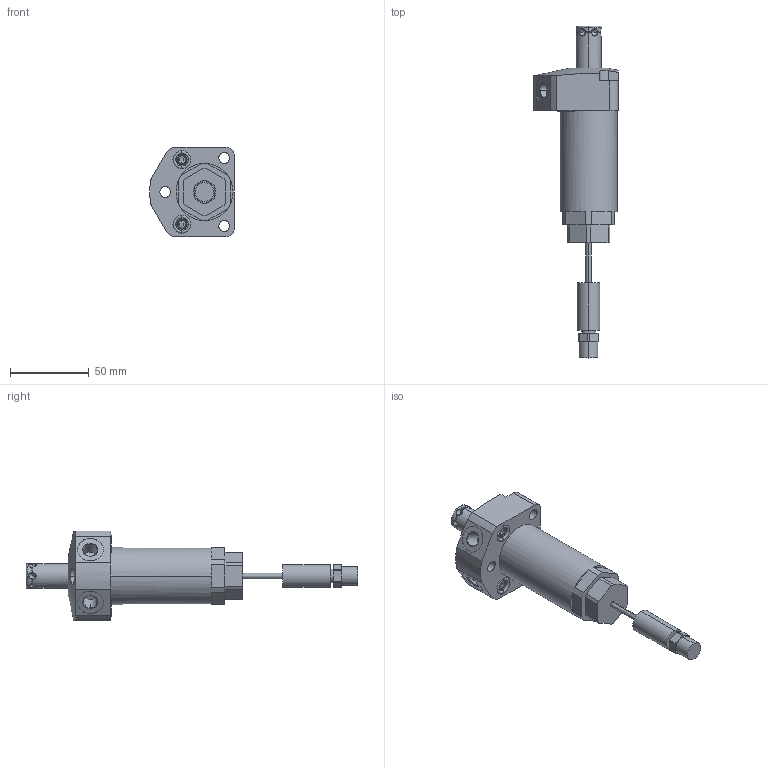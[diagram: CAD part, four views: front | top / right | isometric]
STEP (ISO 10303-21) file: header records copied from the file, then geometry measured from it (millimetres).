
FILE_DESCRIPTION((''),'2;1');
FILE_NAME('ILCM41460522US','2025-05-02T09:01:22',('Asawyer'),(''),'CREO PARAMETRIC BY PTC INC, 2021164','CREO PARAMETRIC BY PTC INC, 2021164','');
FILE_SCHEMA(('AUTOMOTIVE_DESIGN { 1 0 10303 214 1 1 1 1 }'));
Length unit declared in the file: millimetre
Products named in the file (1): ILCM41460522US
Bounding box: 53.92 x 211.09 x 57 mm (x, y, z)
Volume: 157001.1 mm3; surface area: 27138.2 mm2
Topology: 1 solids, 4 shells, 198 faces, 513 edges, 331 vertices
Faces by surface type: plane 89, cylinder 75, cone 28, torus 6
Entity records: 8369 total; most frequent: CARTESIAN_POINT 1502, DIRECTION 1089, ORIENTED_EDGE 986, PRESENTATION_STYLE_ASSIGNMENT 546, STYLED_ITEM 535, CURVE_STYLE 533, EDGE_CURVE 495, AXIS2_PLACEMENT_3D 416
